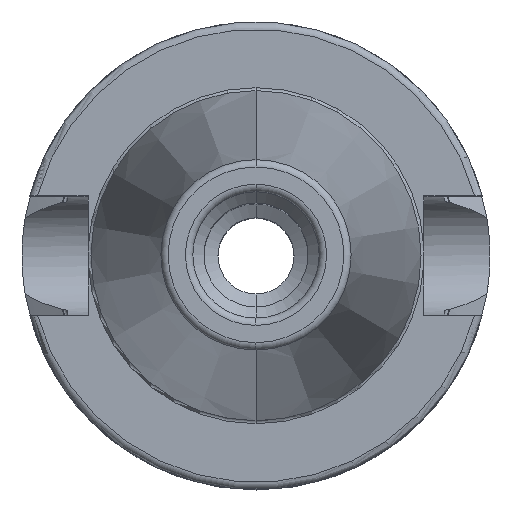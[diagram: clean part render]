
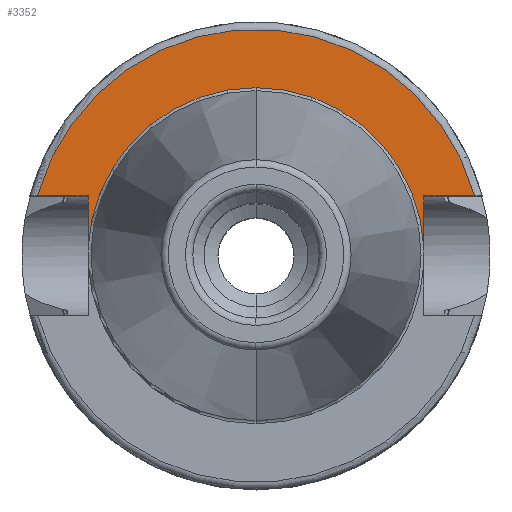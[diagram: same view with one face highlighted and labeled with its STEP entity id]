
A CAD part, top view. The second image highlights one B-rep face of the part: STEP entity #3352.
In plain terms, the highlighted planar face has unit normal (0, 0, 1).
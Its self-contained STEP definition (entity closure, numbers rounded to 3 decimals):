
#810=CARTESIAN_POINT('',(0,0,25));
#811=DIRECTION('',(0,0,-1));
#812=DIRECTION('',(0,1,0));
#813=AXIS2_PLACEMENT_3D('',#810,#811,#812);
#1140=DIRECTION('',(0,1,0));
#1141=VECTOR('',#1140,6.987);
#1142=CARTESIAN_POINT('',(-22.6,1.063,25));
#1143=LINE('',#1142,#1141);
#1144=DIRECTION('',(1,0,0));
#1145=VECTOR('',#1144,6.818);
#1146=CARTESIAN_POINT('',(-29.418,8.05,25));
#1147=LINE('',#1146,#1145);
#1148=DIRECTION('',(-1,0,0));
#1149=VECTOR('',#1148,6.818);
#1150=CARTESIAN_POINT('',(29.418,8.05,25));
#1151=LINE('',#1150,#1149);
#1152=DIRECTION('',(0,-1,0));
#1153=VECTOR('',#1152,6.987);
#1154=CARTESIAN_POINT('',(22.6,8.05,25));
#1155=LINE('',#1154,#1153);
#1162=CARTESIAN_POINT('',(0,0,25));
#1163=DIRECTION('',(0,0,1));
#1164=DIRECTION('',(0,1,0));
#1165=AXIS2_PLACEMENT_3D('',#1162,#1163,#1164);
#1216=CARTESIAN_POINT('',(0,0,25));
#1217=DIRECTION('',(0,0,1));
#1218=DIRECTION('',(0.965,0.264,0));
#1219=AXIS2_PLACEMENT_3D('',#1216,#1217,#1218);
#1545=CARTESIAN_POINT('',(-22.6,1.063,25));
#1546=CARTESIAN_POINT('',(-22.6,8.05,25));
#1547=VERTEX_POINT('',#1545);
#1548=VERTEX_POINT('',#1546);
#1549=CARTESIAN_POINT('',(-29.418,8.05,25));
#1550=VERTEX_POINT('',#1549);
#1551=CARTESIAN_POINT('',(22.6,8.05,25));
#1552=CARTESIAN_POINT('',(22.6,1.063,25));
#1553=VERTEX_POINT('',#1551);
#1554=VERTEX_POINT('',#1552);
#1561=CARTESIAN_POINT('',(29.418,8.05,25));
#1562=VERTEX_POINT('',#1561);
#1609=CARTESIAN_POINT('',(0,22.625,25));
#1611=VERTEX_POINT('',#1609);
#3335=CARTESIAN_POINT('',(0,0,25));
#3336=DIRECTION('',(0,0,-1));
#3337=DIRECTION('',(0,-1,0));
#3338=AXIS2_PLACEMENT_3D('',#3335,#3336,#3337);
#3339=PLANE('',#3338);
#3340=ORIENTED_EDGE('',*,*,#3234,.T.);
#3341=ORIENTED_EDGE('',*,*,#3262,.F.);
#3343=ORIENTED_EDGE('',*,*,#3342,.F.);
#3345=ORIENTED_EDGE('',*,*,#3344,.T.);
#3346=ORIENTED_EDGE('',*,*,#2998,.T.);
#3347=ORIENTED_EDGE('',*,*,#2981,.F.);
#3349=ORIENTED_EDGE('',*,*,#3348,.T.);
#3350=EDGE_LOOP('',(#3340,#3341,#3343,#3345,#3346,#3347,#3349));
#3351=FACE_OUTER_BOUND('',#3350,.F.);
#3352=ADVANCED_FACE('',(#3351),#3339,.F.);
#814=CIRCLE('',#813,22.625);
#1166=CIRCLE('',#1165,22.625);
#1220=CIRCLE('',#1219,30.5);
#2981=EDGE_CURVE('',#1611,#1554,#814,.T.);
#2998=EDGE_CURVE('',#1553,#1554,#1155,.T.);
#3234=EDGE_CURVE('',#1547,#1548,#1143,.T.);
#3262=EDGE_CURVE('',#1550,#1548,#1147,.T.);
#3342=EDGE_CURVE('',#1562,#1550,#1220,.T.);
#3344=EDGE_CURVE('',#1562,#1553,#1151,.T.);
#3348=EDGE_CURVE('',#1611,#1547,#1166,.T.);
